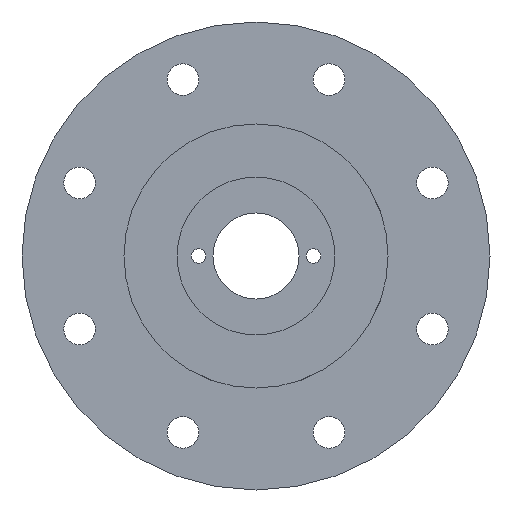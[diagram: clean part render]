
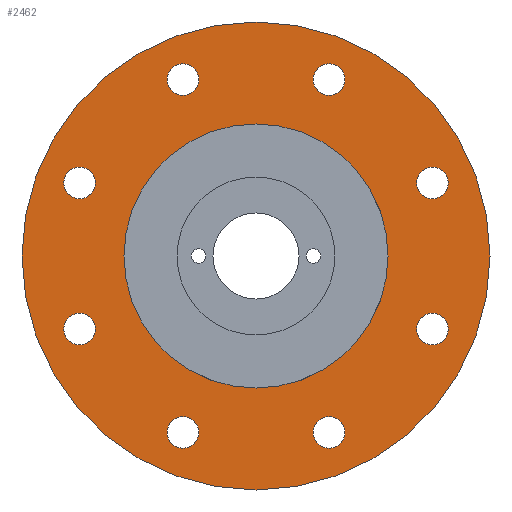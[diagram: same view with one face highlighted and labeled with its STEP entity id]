
A CAD part, front view. The second image highlights one B-rep face of the part: STEP entity #2462.
In plain terms, the highlighted planar face has unit normal (0, -1, 0).
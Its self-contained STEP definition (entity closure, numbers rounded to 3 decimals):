
#1=CARTESIAN_POINT('',(0.,0.,0.));
#2=DIRECTION('',(0.,1.,0.));
#3=DIRECTION('',(1.,0.,0.));
#4=AXIS2_PLACEMENT_3D('',#1,#2,#3);
#6=CARTESIAN_POINT('',(0.,0.,0.));
#7=DIRECTION('',(0.,1.,0.));
#8=DIRECTION('',(-1.,0.,0.));
#9=AXIS2_PLACEMENT_3D('',#6,#7,#8);
#11=CARTESIAN_POINT('',(0.,0.,0.));
#12=DIRECTION('',(0.,-1.,0.));
#13=DIRECTION('',(1.,0.,0.));
#14=AXIS2_PLACEMENT_3D('',#11,#12,#13);
#16=CARTESIAN_POINT('',(0.,0.,0.));
#17=DIRECTION('',(0.,-1.,0.));
#18=DIRECTION('',(-1.,0.,0.));
#19=AXIS2_PLACEMENT_3D('',#16,#17,#18);
#21=CARTESIAN_POINT('',(25.448,0.,-61.438));
#22=DIRECTION('',(0.,1.,0.));
#23=DIRECTION('',(1.,0.,0.));
#24=AXIS2_PLACEMENT_3D('',#21,#22,#23);
#26=CARTESIAN_POINT('',(25.448,0.,-61.438));
#27=DIRECTION('',(0.,1.,0.));
#28=DIRECTION('',(-1.,0.,0.));
#29=AXIS2_PLACEMENT_3D('',#26,#27,#28);
#31=CARTESIAN_POINT('',(-25.448,0.,-61.438));
#32=DIRECTION('',(0.,1.,0.));
#33=DIRECTION('',(0.707,0.,-0.707));
#34=AXIS2_PLACEMENT_3D('',#31,#32,#33);
#36=CARTESIAN_POINT('',(-25.448,0.,-61.438));
#37=DIRECTION('',(0.,1.,0.));
#38=DIRECTION('',(-0.707,0.,0.707));
#39=AXIS2_PLACEMENT_3D('',#36,#37,#38);
#41=CARTESIAN_POINT('',(-61.438,0.,-25.448));
#42=DIRECTION('',(0.,1.,0.));
#43=DIRECTION('',(0.,0.,-1.));
#44=AXIS2_PLACEMENT_3D('',#41,#42,#43);
#46=CARTESIAN_POINT('',(-61.438,0.,-25.448));
#47=DIRECTION('',(0.,1.,0.));
#48=DIRECTION('',(0.,0.,1.));
#49=AXIS2_PLACEMENT_3D('',#46,#47,#48);
#51=CARTESIAN_POINT('',(-61.438,0.,25.448));
#52=DIRECTION('',(0.,1.,0.));
#53=DIRECTION('',(-0.707,0.,-0.707));
#54=AXIS2_PLACEMENT_3D('',#51,#52,#53);
#56=CARTESIAN_POINT('',(-61.438,0.,25.448));
#57=DIRECTION('',(0.,1.,0.));
#58=DIRECTION('',(0.707,0.,0.707));
#59=AXIS2_PLACEMENT_3D('',#56,#57,#58);
#61=CARTESIAN_POINT('',(-25.448,0.,61.438));
#62=DIRECTION('',(0.,1.,0.));
#63=DIRECTION('',(-1.,0.,0.));
#64=AXIS2_PLACEMENT_3D('',#61,#62,#63);
#66=CARTESIAN_POINT('',(-25.448,0.,61.438));
#67=DIRECTION('',(0.,1.,0.));
#68=DIRECTION('',(1.,0.,0.));
#69=AXIS2_PLACEMENT_3D('',#66,#67,#68);
#71=CARTESIAN_POINT('',(25.448,0.,61.438));
#72=DIRECTION('',(0.,1.,0.));
#73=DIRECTION('',(-0.707,0.,0.707));
#74=AXIS2_PLACEMENT_3D('',#71,#72,#73);
#76=CARTESIAN_POINT('',(25.448,0.,61.438));
#77=DIRECTION('',(0.,1.,0.));
#78=DIRECTION('',(0.707,0.,-0.707));
#79=AXIS2_PLACEMENT_3D('',#76,#77,#78);
#81=CARTESIAN_POINT('',(61.438,0.,25.448));
#82=DIRECTION('',(0.,1.,0.));
#83=DIRECTION('',(0.,0.,1.));
#84=AXIS2_PLACEMENT_3D('',#81,#82,#83);
#86=CARTESIAN_POINT('',(61.438,0.,25.448));
#87=DIRECTION('',(0.,1.,0.));
#88=DIRECTION('',(0.,0.,-1.));
#89=AXIS2_PLACEMENT_3D('',#86,#87,#88);
#91=CARTESIAN_POINT('',(61.438,0.,-25.448));
#92=DIRECTION('',(0.,1.,0.));
#93=DIRECTION('',(0.707,0.,0.707));
#94=AXIS2_PLACEMENT_3D('',#91,#92,#93);
#96=CARTESIAN_POINT('',(61.438,0.,-25.448));
#97=DIRECTION('',(0.,1.,0.));
#98=DIRECTION('',(-0.707,0.,-0.707));
#99=AXIS2_PLACEMENT_3D('',#96,#97,#98);
#2021=CARTESIAN_POINT('',(81.5,0.,0.));
#2022=CARTESIAN_POINT('',(-81.5,0.,0.));
#2023=VERTEX_POINT('',#2021);
#2024=VERTEX_POINT('',#2022);
#2033=CARTESIAN_POINT('',(46.,0.,0.));
#2034=CARTESIAN_POINT('',(-46.,0.,0.));
#2035=VERTEX_POINT('',#2033);
#2036=VERTEX_POINT('',#2034);
#2245=CARTESIAN_POINT('',(30.948,0.,-61.438));
#2246=CARTESIAN_POINT('',(19.948,0.,-61.438));
#2247=VERTEX_POINT('',#2245);
#2248=VERTEX_POINT('',#2246);
#2253=CARTESIAN_POINT('',(-21.559,0.,-65.327));
#2254=CARTESIAN_POINT('',(-29.338,0.,-57.549));
#2255=VERTEX_POINT('',#2253);
#2256=VERTEX_POINT('',#2254);
#2261=CARTESIAN_POINT('',(-61.438,0.,-30.948));
#2262=CARTESIAN_POINT('',(-61.438,0.,-19.948));
#2263=VERTEX_POINT('',#2261);
#2264=VERTEX_POINT('',#2262);
#2269=CARTESIAN_POINT('',(-65.327,0.,21.559));
#2270=CARTESIAN_POINT('',(-57.549,0.,29.338));
#2271=VERTEX_POINT('',#2269);
#2272=VERTEX_POINT('',#2270);
#2277=CARTESIAN_POINT('',(-30.948,0.,61.438));
#2278=CARTESIAN_POINT('',(-19.948,0.,61.438));
#2279=VERTEX_POINT('',#2277);
#2280=VERTEX_POINT('',#2278);
#2285=CARTESIAN_POINT('',(21.559,0.,65.327));
#2286=CARTESIAN_POINT('',(29.338,0.,57.549));
#2287=VERTEX_POINT('',#2285);
#2288=VERTEX_POINT('',#2286);
#2293=CARTESIAN_POINT('',(61.438,0.,30.948));
#2294=CARTESIAN_POINT('',(61.438,0.,19.948));
#2295=VERTEX_POINT('',#2293);
#2296=VERTEX_POINT('',#2294);
#2301=CARTESIAN_POINT('',(65.327,0.,-21.559));
#2302=CARTESIAN_POINT('',(57.549,0.,-29.338));
#2303=VERTEX_POINT('',#2301);
#2304=VERTEX_POINT('',#2302);
#2397=CARTESIAN_POINT('',(0.,0.,0.));
#2398=DIRECTION('',(0.,1.,0.));
#2399=DIRECTION('',(1.,0.,0.));
#2400=AXIS2_PLACEMENT_3D('',#2397,#2398,#2399);
#2401=PLANE('',#2400);
#2403=ORIENTED_EDGE('',*,*,#2402,.T.);
#2405=ORIENTED_EDGE('',*,*,#2404,.T.);
#2406=EDGE_LOOP('',(#2403,#2405));
#2407=FACE_OUTER_BOUND('',#2406,.F.);
#2409=ORIENTED_EDGE('',*,*,#2408,.T.);
#2411=ORIENTED_EDGE('',*,*,#2410,.T.);
#2412=EDGE_LOOP('',(#2409,#2411));
#2413=FACE_BOUND('',#2412,.F.);
#2415=ORIENTED_EDGE('',*,*,#2414,.F.);
#2417=ORIENTED_EDGE('',*,*,#2416,.F.);
#2418=EDGE_LOOP('',(#2415,#2417));
#2419=FACE_BOUND('',#2418,.F.);
#2421=ORIENTED_EDGE('',*,*,#2420,.F.);
#2423=ORIENTED_EDGE('',*,*,#2422,.F.);
#2424=EDGE_LOOP('',(#2421,#2423));
#2425=FACE_BOUND('',#2424,.F.);
#2427=ORIENTED_EDGE('',*,*,#2426,.F.);
#2429=ORIENTED_EDGE('',*,*,#2428,.F.);
#2430=EDGE_LOOP('',(#2427,#2429));
#2431=FACE_BOUND('',#2430,.F.);
#2433=ORIENTED_EDGE('',*,*,#2432,.F.);
#2435=ORIENTED_EDGE('',*,*,#2434,.F.);
#2436=EDGE_LOOP('',(#2433,#2435));
#2437=FACE_BOUND('',#2436,.F.);
#2439=ORIENTED_EDGE('',*,*,#2438,.F.);
#2441=ORIENTED_EDGE('',*,*,#2440,.F.);
#2442=EDGE_LOOP('',(#2439,#2441));
#2443=FACE_BOUND('',#2442,.F.);
#2445=ORIENTED_EDGE('',*,*,#2444,.F.);
#2447=ORIENTED_EDGE('',*,*,#2446,.F.);
#2448=EDGE_LOOP('',(#2445,#2447));
#2449=FACE_BOUND('',#2448,.F.);
#2451=ORIENTED_EDGE('',*,*,#2450,.F.);
#2453=ORIENTED_EDGE('',*,*,#2452,.F.);
#2454=EDGE_LOOP('',(#2451,#2453));
#2455=FACE_BOUND('',#2454,.F.);
#2457=ORIENTED_EDGE('',*,*,#2456,.F.);
#2459=ORIENTED_EDGE('',*,*,#2458,.F.);
#2460=EDGE_LOOP('',(#2457,#2459));
#2461=FACE_BOUND('',#2460,.F.);
#2462=ADVANCED_FACE('',(#2407,#2413,#2419,#2425,#2431,#2437,#2443,#2449,#2455,
#2461),#2401,.F.);
#5=CIRCLE('',#4,81.5);
#10=CIRCLE('',#9,81.5);
#15=CIRCLE('',#14,46.);
#20=CIRCLE('',#19,46.);
#25=CIRCLE('',#24,5.5);
#30=CIRCLE('',#29,5.5);
#35=CIRCLE('',#34,5.5);
#40=CIRCLE('',#39,5.5);
#45=CIRCLE('',#44,5.5);
#50=CIRCLE('',#49,5.5);
#55=CIRCLE('',#54,5.5);
#60=CIRCLE('',#59,5.5);
#65=CIRCLE('',#64,5.5);
#70=CIRCLE('',#69,5.5);
#75=CIRCLE('',#74,5.5);
#80=CIRCLE('',#79,5.5);
#85=CIRCLE('',#84,5.5);
#90=CIRCLE('',#89,5.5);
#95=CIRCLE('',#94,5.5);
#100=CIRCLE('',#99,5.5);
#2402=EDGE_CURVE('',#2023,#2024,#5,.T.);
#2404=EDGE_CURVE('',#2024,#2023,#10,.T.);
#2408=EDGE_CURVE('',#2035,#2036,#15,.T.);
#2410=EDGE_CURVE('',#2036,#2035,#20,.T.);
#2414=EDGE_CURVE('',#2247,#2248,#25,.T.);
#2416=EDGE_CURVE('',#2248,#2247,#30,.T.);
#2420=EDGE_CURVE('',#2255,#2256,#35,.T.);
#2422=EDGE_CURVE('',#2256,#2255,#40,.T.);
#2426=EDGE_CURVE('',#2263,#2264,#45,.T.);
#2428=EDGE_CURVE('',#2264,#2263,#50,.T.);
#2432=EDGE_CURVE('',#2271,#2272,#55,.T.);
#2434=EDGE_CURVE('',#2272,#2271,#60,.T.);
#2438=EDGE_CURVE('',#2279,#2280,#65,.T.);
#2440=EDGE_CURVE('',#2280,#2279,#70,.T.);
#2444=EDGE_CURVE('',#2287,#2288,#75,.T.);
#2446=EDGE_CURVE('',#2288,#2287,#80,.T.);
#2450=EDGE_CURVE('',#2295,#2296,#85,.T.);
#2452=EDGE_CURVE('',#2296,#2295,#90,.T.);
#2456=EDGE_CURVE('',#2303,#2304,#95,.T.);
#2458=EDGE_CURVE('',#2304,#2303,#100,.T.);
